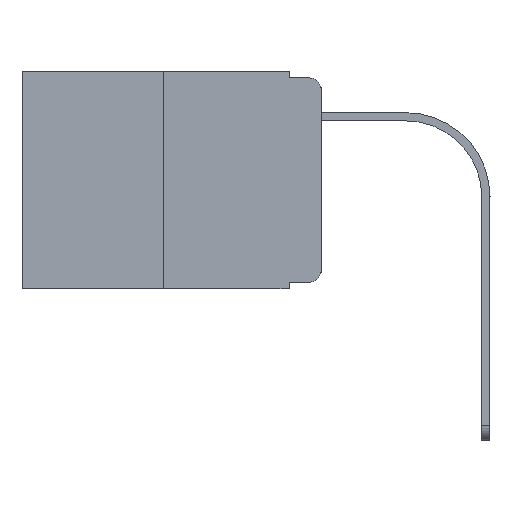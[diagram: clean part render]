
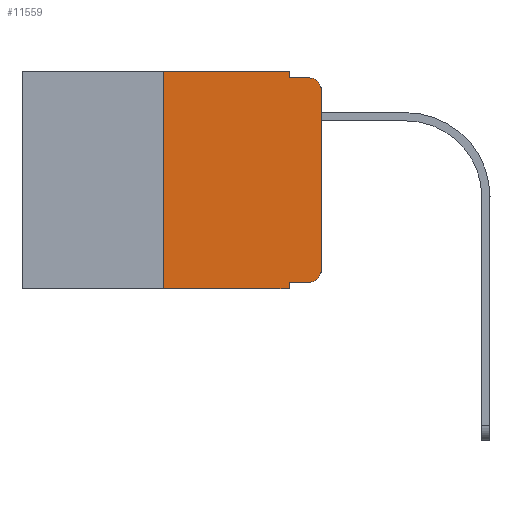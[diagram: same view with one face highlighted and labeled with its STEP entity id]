
A CAD part, left-side view. The second image highlights one B-rep face of the part: STEP entity #11559.
In plain terms, the highlighted planar face has unit normal (-1, 0, 0).
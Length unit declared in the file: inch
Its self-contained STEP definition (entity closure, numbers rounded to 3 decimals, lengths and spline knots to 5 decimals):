
#7 = EDGE_LOOP ( 'NONE', ( #9509, #1504, #5388, #7763, #666, #8547, #1144, #8675, #7585, #6878 ) ) ;
#57 = DIRECTION ( 'NONE',  ( -1., 0., 0. ) ) ;
#178 = CARTESIAN_POINT ( 'NONE',  ( 0., 0.25, 0. ) ) ;
#379 = CARTESIAN_POINT ( 'NONE',  ( 0., 0.02, -0.333 ) ) ;
#666 = ORIENTED_EDGE ( 'NONE', *, *, #9775, .F. ) ;
#760 = VECTOR ( 'NONE', #7539, 39.37008 ) ;
#786 = CARTESIAN_POINT ( 'NONE',  ( 0., 0.473, 0. ) ) ;
#819 = EDGE_CURVE ( 'NONE', #901, #7794, #2338, .T. ) ;
#901 = VERTEX_POINT ( 'NONE', #3963 ) ;
#960 = CARTESIAN_POINT ( 'NONE',  ( 0., 0.051, -0.01 ) ) ;
#1144 = ORIENTED_EDGE ( 'NONE', *, *, #2395, .T. ) ;
#1271 = VERTEX_POINT ( 'NONE', #12396 ) ;
#1294 = EDGE_CURVE ( 'NONE', #2958, #10397, #3673, .T. ) ;
#1504 = ORIENTED_EDGE ( 'NONE', *, *, #6884, .T. ) ;
#1550 = VERTEX_POINT ( 'NONE', #9397 ) ;
#1619 = DIRECTION ( 'NONE',  ( 1., 0., 0. ) ) ;
#2073 = AXIS2_PLACEMENT_3D ( 'NONE', #786, #1619, #6755 ) ;
#2191 = DIRECTION ( 'NONE',  ( 0., 0., -1. ) ) ;
#2338 = LINE ( 'NONE', #2476, #3060 ) ;
#2395 = EDGE_CURVE ( 'NONE', #1550, #6190, #8448, .T. ) ;
#2460 = CARTESIAN_POINT ( 'NONE',  ( 0., 0., -0.03 ) ) ;
#2476 = CARTESIAN_POINT ( 'NONE',  ( 0., 0., 0. ) ) ;
#2761 = CARTESIAN_POINT ( 'NONE',  ( 0., 0.051, 0. ) ) ;
#2834 = FACE_OUTER_BOUND ( 'NONE', #7, .T. ) ;
#2958 = VERTEX_POINT ( 'NONE', #4754 ) ;
#3060 = VECTOR ( 'NONE', #10271, 39.37008 ) ;
#3286 = VECTOR ( 'NONE', #9988, 39.37008 ) ;
#3343 = CARTESIAN_POINT ( 'NONE',  ( 0., 0.051, -0.343 ) ) ;
#3508 = VECTOR ( 'NONE', #12523, 39.37008 ) ;
#3673 = LINE ( 'NONE', #2761, #3698 ) ;
#3698 = VECTOR ( 'NONE', #11578, 39.37008 ) ;
#3714 = CIRCLE ( 'NONE', #11853, 0.02 ) ;
#3963 = CARTESIAN_POINT ( 'NONE',  ( 0., 0., -0.313 ) ) ;
#3974 = LINE ( 'NONE', #9650, #3508 ) ;
#3980 = DIRECTION ( 'NONE',  ( 0., 0., -1. ) ) ;
#4250 = CARTESIAN_POINT ( 'NONE',  ( 0., 0.051, 0. ) ) ;
#4596 = CARTESIAN_POINT ( 'NONE',  ( 0., 0.473, -0.343 ) ) ;
#4754 = CARTESIAN_POINT ( 'NONE',  ( 0., 0.051, 0. ) ) ;
#4894 = CIRCLE ( 'NONE', #5724, 0.02 ) ;
#4903 = DIRECTION ( 'NONE',  ( -1., 0., 0. ) ) ;
#5388 = ORIENTED_EDGE ( 'NONE', *, *, #7446, .F. ) ;
#5658 = VERTEX_POINT ( 'NONE', #9351 ) ;
#5679 = VERTEX_POINT ( 'NONE', #379 ) ;
#5724 = AXIS2_PLACEMENT_3D ( 'NONE', #9830, #4903, #7139 ) ;
#6037 = CARTESIAN_POINT ( 'NONE',  ( 0., 0.25, 0. ) ) ;
#6190 = VERTEX_POINT ( 'NONE', #3343 ) ;
#6231 = CARTESIAN_POINT ( 'NONE',  ( 0., 0.051, -0.333 ) ) ;
#6281 = VECTOR ( 'NONE', #9803, 39.37008 ) ;
#6755 = DIRECTION ( 'NONE',  ( 0., 0., -1. ) ) ;
#6878 = ORIENTED_EDGE ( 'NONE', *, *, #9702, .T. ) ;
#6884 = EDGE_CURVE ( 'NONE', #7794, #5658, #3714, .T. ) ;
#6891 = CARTESIAN_POINT ( 'NONE',  ( 0., 0.473, 0. ) ) ;
#6999 = LINE ( 'NONE', #6037, #6281 ) ;
#7139 = DIRECTION ( 'NONE',  ( 0., 0., -1. ) ) ;
#7446 = EDGE_CURVE ( 'NONE', #10397, #5658, #3974, .T. ) ;
#7539 = DIRECTION ( 'NONE',  ( 0., -1., 0. ) ) ;
#7585 = ORIENTED_EDGE ( 'NONE', *, *, #10148, .T. ) ;
#7638 = EDGE_CURVE ( 'NONE', #1271, #6190, #9940, .T. ) ;
#7763 = ORIENTED_EDGE ( 'NONE', *, *, #1294, .F. ) ;
#7794 = VERTEX_POINT ( 'NONE', #2460 ) ;
#7889 = EDGE_CURVE ( 'NONE', #1550, #10479, #6999, .T. ) ;
#7966 = DIRECTION ( 'NONE',  ( 0., -1., 0. ) ) ;
#8448 = LINE ( 'NONE', #4596, #760 ) ;
#8547 = ORIENTED_EDGE ( 'NONE', *, *, #7889, .F. ) ;
#8675 = ORIENTED_EDGE ( 'NONE', *, *, #7638, .F. ) ;
#8832 = CARTESIAN_POINT ( 'NONE',  ( 0., 0.02, -0.03 ) ) ;
#9351 = CARTESIAN_POINT ( 'NONE',  ( 0., 0.02, -0.01 ) ) ;
#9397 = CARTESIAN_POINT ( 'NONE',  ( 0., 0.25, -0.343 ) ) ;
#9509 = ORIENTED_EDGE ( 'NONE', *, *, #819, .T. ) ;
#9650 = CARTESIAN_POINT ( 'NONE',  ( 0., 0.051, -0.01 ) ) ;
#9702 = EDGE_CURVE ( 'NONE', #5679, #901, #4894, .T. ) ;
#9775 = EDGE_CURVE ( 'NONE', #10479, #2958, #10910, .T. ) ;
#9803 = DIRECTION ( 'NONE',  ( 0., 0., 1. ) ) ;
#9830 = CARTESIAN_POINT ( 'NONE',  ( 0., 0.02, -0.313 ) ) ;
#9940 = LINE ( 'NONE', #4250, #10841 ) ;
#9988 = DIRECTION ( 'NONE',  ( 0., -1., 0. ) ) ;
#10005 = VECTOR ( 'NONE', #7966, 39.37008 ) ;
#10148 = EDGE_CURVE ( 'NONE', #1271, #5679, #11005, .T. ) ;
#10271 = DIRECTION ( 'NONE',  ( 0., 0., 1. ) ) ;
#10397 = VERTEX_POINT ( 'NONE', #960 ) ;
#10439 = PLANE ( 'NONE',  #2073 ) ;
#10479 = VERTEX_POINT ( 'NONE', #178 ) ;
#10841 = VECTOR ( 'NONE', #2191, 39.37008 ) ;
#10910 = LINE ( 'NONE', #6891, #10005 ) ;
#11005 = LINE ( 'NONE', #6231, #3286 ) ;
#11559 = ADVANCED_FACE ( 'NONE', ( #2834 ), #10439, .F. ) ;
#11578 = DIRECTION ( 'NONE',  ( 0., 0., -1. ) ) ;
#11853 = AXIS2_PLACEMENT_3D ( 'NONE', #8832, #57, #3980 ) ;
#12396 = CARTESIAN_POINT ( 'NONE',  ( 0., 0.051, -0.333 ) ) ;
#12523 = DIRECTION ( 'NONE',  ( 0., -1., 0. ) ) ;
